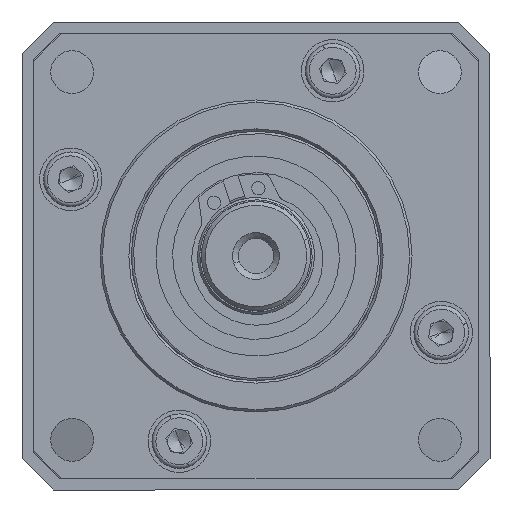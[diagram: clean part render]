
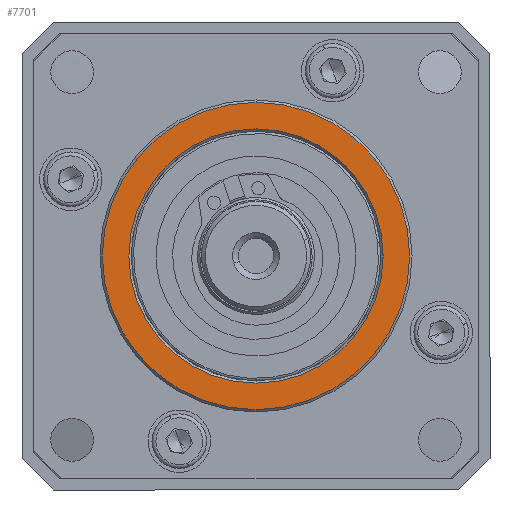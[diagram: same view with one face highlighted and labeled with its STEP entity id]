
A CAD part, front view. The second image highlights one B-rep face of the part: STEP entity #7701.
In plain terms, the highlighted planar face has unit normal (0, -1, 0).
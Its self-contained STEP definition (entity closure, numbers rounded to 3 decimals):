
#52 = AXIS2_PLACEMENT_3D ( 'NONE', #16858, #8939, #4781 ) ;
#1005 = EDGE_CURVE ( 'NONE', #21874, #13769, #21940, .T. ) ;
#1456 = CIRCLE ( 'NONE', #24595, 16.3 ) ;
#2922 = ORIENTED_EDGE ( 'NONE', *, *, #22431, .T. ) ;
#3036 = VERTEX_POINT ( 'NONE', #21430 ) ;
#4591 = DIRECTION ( 'NONE',  ( 0., 0., 1. ) ) ;
#4781 = DIRECTION ( 'NONE',  ( 0., 0., 1. ) ) ;
#6289 = CIRCLE ( 'NONE', #7075, 19.7 ) ;
#6380 = CARTESIAN_POINT ( 'NONE',  ( 16.3, -76., 0. ) ) ;
#7075 = AXIS2_PLACEMENT_3D ( 'NONE', #21388, #12892, #4591 ) ;
#7584 = DIRECTION ( 'NONE',  ( 0., 1., 0. ) ) ;
#7701 = ADVANCED_FACE ( 'NONE', ( #21942, #16407 ), #12348, .F. ) ;
#8292 = EDGE_LOOP ( 'NONE', ( #11778, #2922 ) ) ;
#8660 = EDGE_CURVE ( 'NONE', #17315, #3036, #1456, .T. ) ;
#8939 = DIRECTION ( 'NONE',  ( 0., 1., 0. ) ) ;
#9385 = CARTESIAN_POINT ( 'NONE',  ( 0., -76., 0. ) ) ;
#11699 = ORIENTED_EDGE ( 'NONE', *, *, #1005, .F. ) ;
#11717 = CARTESIAN_POINT ( 'NONE',  ( 0., -76., -16.3 ) ) ;
#11758 = DIRECTION ( 'NONE',  ( 0., 0., 1. ) ) ;
#11778 = ORIENTED_EDGE ( 'NONE', *, *, #8660, .T. ) ;
#11787 = DIRECTION ( 'NONE',  ( 0., 0., 1. ) ) ;
#11840 = DIRECTION ( 'NONE',  ( 0., 1., 0. ) ) ;
#12348 = PLANE ( 'NONE',  #22142 ) ;
#12892 = DIRECTION ( 'NONE',  ( 0., 1., 0. ) ) ;
#13769 = VERTEX_POINT ( 'NONE', #14517 ) ;
#14517 = CARTESIAN_POINT ( 'NONE',  ( 0., -76., -19.7 ) ) ;
#15799 = CARTESIAN_POINT ( 'NONE',  ( 0., -76., 19.7 ) ) ;
#16407 = FACE_BOUND ( 'NONE', #8292, .T. ) ;
#16858 = CARTESIAN_POINT ( 'NONE',  ( 0., -76., 0. ) ) ;
#17165 = ORIENTED_EDGE ( 'NONE', *, *, #24948, .F. ) ;
#17315 = VERTEX_POINT ( 'NONE', #11717 ) ;
#17982 = CARTESIAN_POINT ( 'NONE',  ( 0., -76., 0. ) ) ;
#18132 = CIRCLE ( 'NONE', #25311, 16.3 ) ;
#18333 = EDGE_LOOP ( 'NONE', ( #11699, #17165 ) ) ;
#20914 = DIRECTION ( 'NONE',  ( 0., 1., 0. ) ) ;
#21388 = CARTESIAN_POINT ( 'NONE',  ( 0., -76., 0. ) ) ;
#21430 = CARTESIAN_POINT ( 'NONE',  ( 0., -76., 16.3 ) ) ;
#21874 = VERTEX_POINT ( 'NONE', #15799 ) ;
#21940 = CIRCLE ( 'NONE', #52, 19.7 ) ;
#21942 = FACE_OUTER_BOUND ( 'NONE', #18333, .T. ) ;
#22142 = AXIS2_PLACEMENT_3D ( 'NONE', #6380, #20914, #26812 ) ;
#22431 = EDGE_CURVE ( 'NONE', #3036, #17315, #18132, .T. ) ;
#24595 = AXIS2_PLACEMENT_3D ( 'NONE', #17982, #7584, #11787 ) ;
#24948 = EDGE_CURVE ( 'NONE', #13769, #21874, #6289, .T. ) ;
#25311 = AXIS2_PLACEMENT_3D ( 'NONE', #9385, #11840, #11758 ) ;
#26812 = DIRECTION ( 'NONE',  ( 0., 0., 1. ) ) ;
